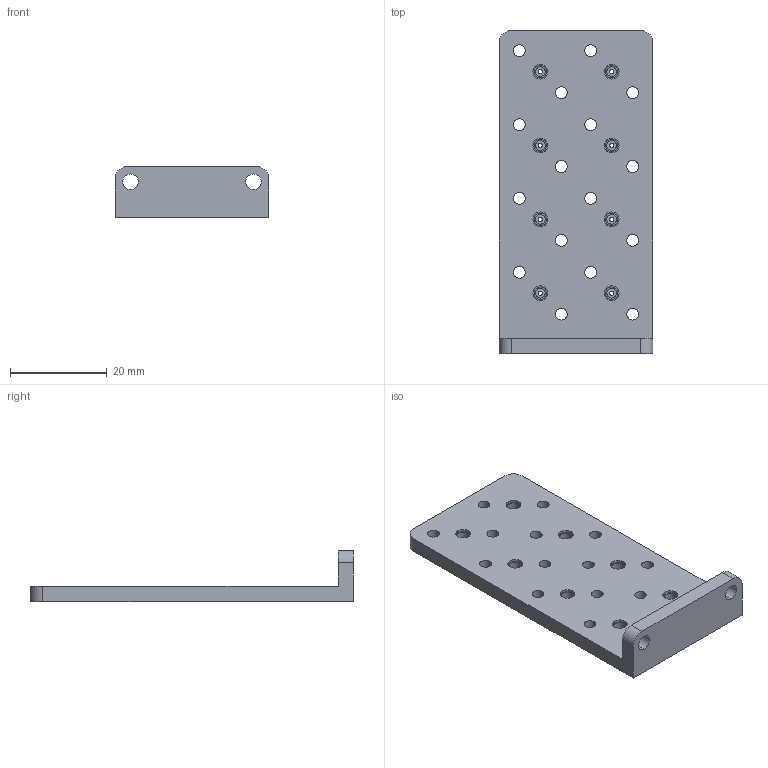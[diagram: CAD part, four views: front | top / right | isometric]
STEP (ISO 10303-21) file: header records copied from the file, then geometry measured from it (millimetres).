
FILE_DESCRIPTION (( 'STEP AP214' ), '1' );
FILE_NAME ('LBracketSMAFeedthrough_8Chan.STEP', '2023-02-28T20:04:19', ( '' ), ( '' ), 'SwSTEP 2.0', 'SolidWorks 2021', '' );
FILE_SCHEMA (( 'AUTOMOTIVE_DESIGN' ));
Length unit declared in the file: inch
Products named in the file (1): LBracketSMAFeedthrough_8Chan
Bounding box: 31.75 x 66.67 x 10.54 mm (x, y, z)
Volume: 7049.4 mm3; surface area: 5782.2 mm2
Topology: 1 solids, 1 shells, 136 faces, 330 edges, 220 vertices
Faces by surface type: cylinder 104, plane 32
Entity records: 4246 total; most frequent: DIRECTION 812, CARTESIAN_POINT 687, ORIENTED_EDGE 660, AXIS2_PLACEMENT_3D 345, EDGE_CURVE 330, VERTEX_POINT 220, EDGE_LOOP 212, CIRCLE 208
